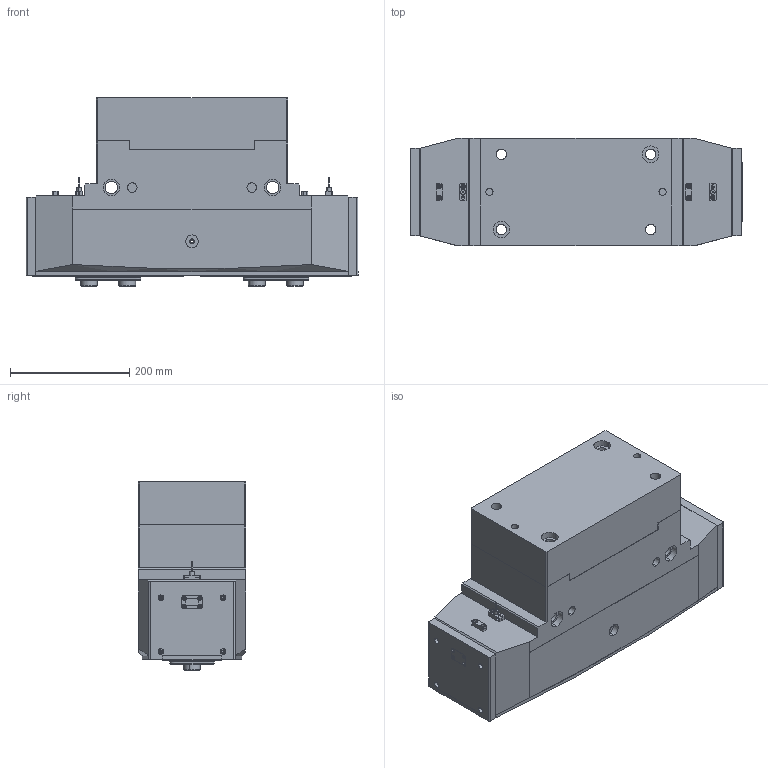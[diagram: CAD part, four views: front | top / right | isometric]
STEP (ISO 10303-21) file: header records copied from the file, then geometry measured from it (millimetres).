
FILE_DESCRIPTION (( 'STEP AP203' ), '1' );
FILE_NAME ('FR191-525-L-P-NC.STEP', '2025-04-01T02:02:39', ( 'USER-' ), ( 'Microsoft' ), 'SwSTEP 2.0', 'SolidWorks 2018', '' );
FILE_SCHEMA (( 'CONFIG_CONTROL_DESIGN' ));
Length unit declared in the file: millimetre
Products named in the file (16): TR191-525-L-13 移动挡板(默认); TR191-525-LT-02B 喘倰賑輸; FR191-525-L-P-NC; TR191-525-L-31 眄輸蹟譫; TR240-15耜猾苤裔耀倰; TR191-525-L-14 忒硌薊啣; 晚假蚾輸B; TR191-525-L-22B 晊扥极; M8-45諉輪羲壽尨砩; TR191-525-LT-01B-P 褲极; TR191-525-L-12 耜猾极; 38x18-R5; TR191-525-L-32 謂猾輸; TR191-525-L-30 羲壽標輸; 20-28x30种杶; TR191-525-L-11 奻葡裔啣
Assembly tree (28 placements, depth 2):
  FR191-525-L-P-NC
    TR191-525-LT-01B-P 褲极
    TR191-525-LT-02B 喘倰賑輸  x2
    M8-45諉輪羲壽尨砩  x2
    TR191-525-L-32 謂猾輸  x2
    晚假蚾輸B  x2
    20-28x30种杶  x4
    TR191-525-L-30 羲壽標輸  x2
    TR191-525-L-31 眄輸蹟譫  x2
    TR191-525-L-11 奻葡裔啣
    TR191-525-L-12 耜猾极  x2
    TR240-15耜猾苤裔耀倰  x2
    TR191-525-L-14 忒硌薊啣  x2
    TR191-525-L-13 移动挡板(默认)  x2
    38x18-R5
    TR191-525-L-22B 晊扥极
Bounding box: 556 x 180 x 315 mm (x, y, z)
Volume: 20609282.1 mm3; surface area: 1482373.6 mm2
Topology: 28 solids, 28 shells, 1780 faces, 4563 edges, 2873 vertices
Faces by surface type: plane 731, cylinder 573, cone 321, bspline 155
Entity records: 49360 total; most frequent: CARTESIAN_POINT 14137, ORIENTED_EDGE 6962, DIRECTION 6642, EDGE_CURVE 3481, VERTEX_POINT 2247, AXIS2_PLACEMENT_3D 2244, LINE 2154, VECTOR 2154
